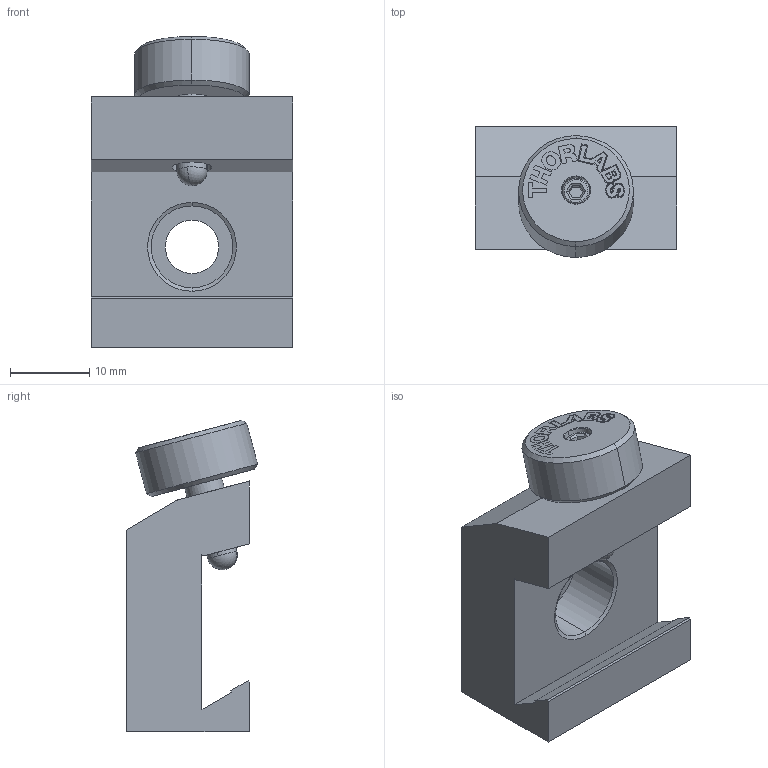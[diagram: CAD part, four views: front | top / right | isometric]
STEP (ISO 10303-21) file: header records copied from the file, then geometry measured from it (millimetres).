
FILE_DESCRIPTION (( 'STEP AP214' ), '1' );
FILE_NAME ('0811-E0W.STEP', '2018-03-07T16:42:25', ( 'admin' ), ( '' ), 'SwSTEP 2.0', 'SolidWorks 2016', '' );
FILE_SCHEMA (( 'AUTOMOTIVE_DESIGN' ));
Length unit declared in the file: millimetre
Products named in the file (1): 0811-E0W
Bounding box: 25.4 x 16.53 x 39.23 mm (x, y, z)
Volume: 9086.1 mm3; surface area: 4828.8 mm2
Topology: 6 solids, 6 shells, 296 faces, 737 edges, 475 vertices
Faces by surface type: plane 160, bspline 61, cylinder 45, cone 28, sphere 2
Entity records: 13738 total; most frequent: CARTESIAN_POINT 3786, ORIENTED_EDGE 1466, DIRECTION 1151, EDGE_CURVE 733, LINE 483, VECTOR 483, VERTEX_POINT 475, AXIS2_PLACEMENT_3D 334
